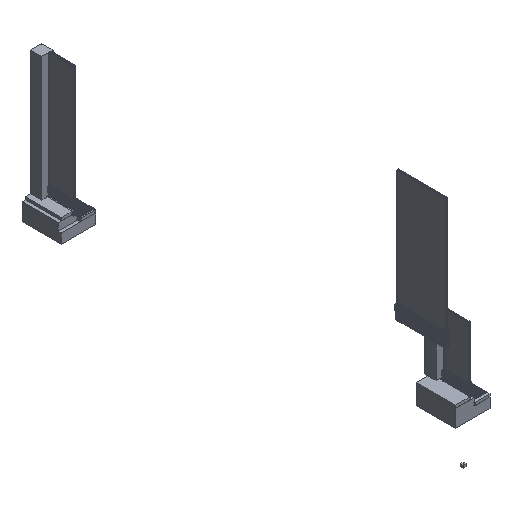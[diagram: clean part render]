
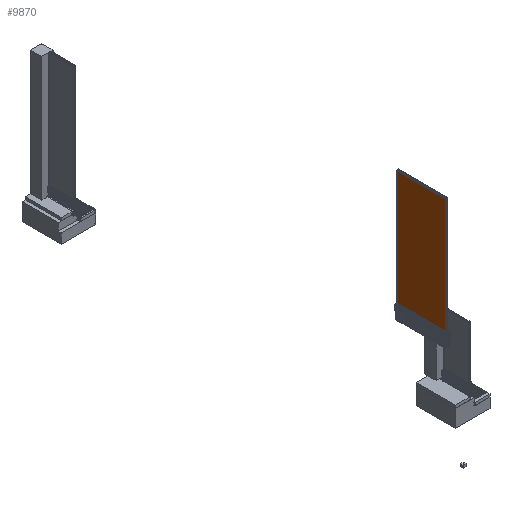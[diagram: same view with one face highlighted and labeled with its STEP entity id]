
A CAD part, isometric view. The second image highlights one B-rep face of the part: STEP entity #9870.
In plain terms, the highlighted planar face has unit normal (-1, 0, 0).
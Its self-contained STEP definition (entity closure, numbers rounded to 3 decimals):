
#9870=ADVANCED_FACE('',(#21917),#21918,.T.);
#21917=FACE_OUTER_BOUND('',#38064,.T.);
#21918=PLANE('',#38065);
#38064=EDGE_LOOP('',(#60494,#60495,#60496,#60497));
#38065=AXIS2_PLACEMENT_3D('',#60498,#60499,#60500);
#60494=ORIENTED_EDGE('',*,*,#100647,.T.);
#60495=ORIENTED_EDGE('',*,*,#93935,.F.);
#60496=ORIENTED_EDGE('',*,*,#98814,.F.);
#60497=ORIENTED_EDGE('',*,*,#100648,.T.);
#60498=CARTESIAN_POINT('',(-138.912,176.971,3158.248));
#60499=DIRECTION('',(-1.0,0.0,0.0));
#60500=DIRECTION('',(0.0,0.,1.0));
#93935=EDGE_CURVE('',#111901,#111896,#111903,.T.);
#98814=EDGE_CURVE('',#120416,#111901,#120418,.T.);
#100647=EDGE_CURVE('',#123391,#111896,#123392,.T.);
#100648=EDGE_CURVE('',#120416,#123391,#123393,.T.);
#111896=VERTEX_POINT('',#138308);
#111901=VERTEX_POINT('',#138315);
#111903=LINE('',#138318,#138319);
#120416=VERTEX_POINT('',#149812);
#120418=LINE('',#149815,#149816);
#123391=VERTEX_POINT('',#153849);
#123392=LINE('',#153850,#153851);
#123393=LINE('',#153852,#153853);
#138308=CARTESIAN_POINT('',(-138.912,1076.971,2108.248));
#138315=CARTESIAN_POINT('',(-138.912,176.971,2108.248));
#138318=CARTESIAN_POINT('',(-138.912,176.971,2108.248));
#138319=VECTOR('',#173508,1.0);
#149812=CARTESIAN_POINT('',(-138.912,176.971,4208.248));
#149815=CARTESIAN_POINT('',(-138.912,176.971,4208.248));
#149816=VECTOR('',#179523,1.0);
#153849=CARTESIAN_POINT('',(-138.912,1076.971,4208.248));
#153850=CARTESIAN_POINT('',(-138.912,1076.971,4208.248));
#153851=VECTOR('',#181814,1.0);
#153852=CARTESIAN_POINT('',(-138.912,176.971,4208.248));
#153853=VECTOR('',#181815,1.0);
#173508=DIRECTION('',(0.0,1.0,0.));
#179523=DIRECTION('',(0.0,0.,-1.0));
#181814=DIRECTION('',(0.0,0.,-1.0));
#181815=DIRECTION('',(0.0,1.0,0.));
